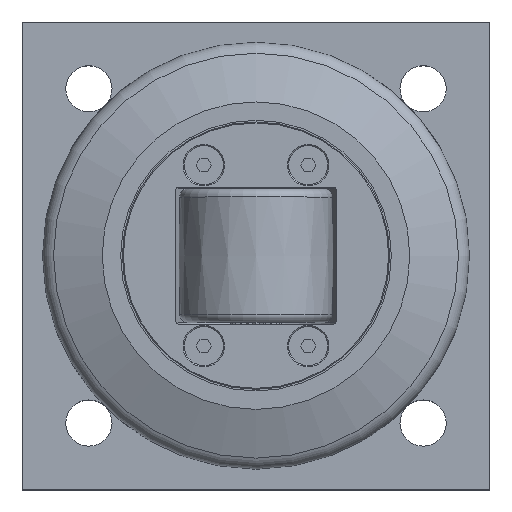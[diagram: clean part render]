
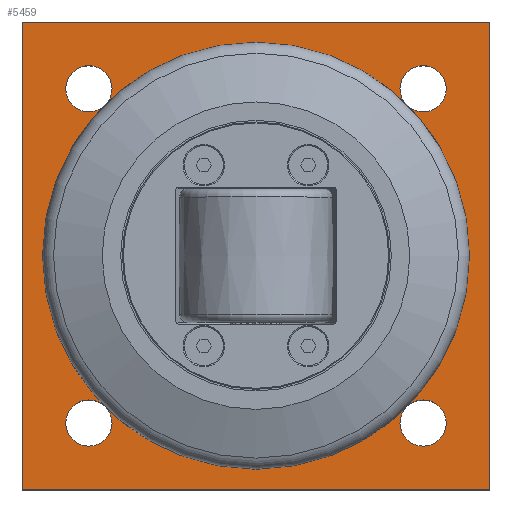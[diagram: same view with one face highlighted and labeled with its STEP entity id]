
A CAD part, top view. The second image highlights one B-rep face of the part: STEP entity #5459.
In plain terms, the highlighted planar face has unit normal (0, 0, 1).
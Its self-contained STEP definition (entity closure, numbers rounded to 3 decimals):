
#551=LINE('',#9145,#1041);
#555=LINE('',#9153,#1045);
#558=LINE('',#9159,#1048);
#561=LINE('',#9164,#1051);
#1041=VECTOR('',#7387,10.);
#1045=VECTOR('',#7393,10.);
#1048=VECTOR('',#7398,10.);
#1051=VECTOR('',#7403,10.);
#1152=FACE_BOUND('',#1904,.T.);
#1153=FACE_BOUND('',#1905,.T.);
#1154=FACE_BOUND('',#1906,.T.);
#1155=FACE_BOUND('',#1907,.T.);
#1156=FACE_BOUND('',#1908,.T.);
#1339=PLANE('',#5957);
#1597=FACE_OUTER_BOUND('',#1903,.T.);
#1903=EDGE_LOOP('',(#4829,#4830,#4831,#4832));
#1904=EDGE_LOOP('',(#4833));
#1905=EDGE_LOOP('',(#4834,#4835));
#1906=EDGE_LOOP('',(#4836,#4837));
#1907=EDGE_LOOP('',(#4838,#4839));
#1908=EDGE_LOOP('',(#4840,#4841));
#2099=CIRCLE('',#5916,39.5);
#2108=CIRCLE('',#5936,6.918);
#2109=CIRCLE('',#5937,6.918);
#2111=CIRCLE('',#5940,6.918);
#2112=CIRCLE('',#5941,6.918);
#2114=CIRCLE('',#5944,6.918);
#2115=CIRCLE('',#5945,6.918);
#2117=CIRCLE('',#5948,6.918);
#2118=CIRCLE('',#5949,6.918);
#2609=VERTEX_POINT('',#9077);
#2616=VERTEX_POINT('',#9111);
#2617=VERTEX_POINT('',#9112);
#2619=VERTEX_POINT('',#9119);
#2620=VERTEX_POINT('',#9120);
#2622=VERTEX_POINT('',#9127);
#2623=VERTEX_POINT('',#9128);
#2625=VERTEX_POINT('',#9135);
#2626=VERTEX_POINT('',#9136);
#2628=VERTEX_POINT('',#9143);
#2629=VERTEX_POINT('',#9144);
#2632=VERTEX_POINT('',#9152);
#2634=VERTEX_POINT('',#9158);
#3337=EDGE_CURVE('',#2609,#2609,#2099,.T.);
#3352=EDGE_CURVE('',#2616,#2617,#2108,.T.);
#3353=EDGE_CURVE('',#2617,#2616,#2109,.T.);
#3356=EDGE_CURVE('',#2619,#2620,#2111,.T.);
#3357=EDGE_CURVE('',#2620,#2619,#2112,.T.);
#3360=EDGE_CURVE('',#2622,#2623,#2114,.T.);
#3361=EDGE_CURVE('',#2623,#2622,#2115,.T.);
#3364=EDGE_CURVE('',#2625,#2626,#2117,.T.);
#3365=EDGE_CURVE('',#2626,#2625,#2118,.T.);
#3368=EDGE_CURVE('',#2628,#2629,#551,.T.);
#3372=EDGE_CURVE('',#2629,#2632,#555,.T.);
#3375=EDGE_CURVE('',#2632,#2634,#558,.T.);
#3378=EDGE_CURVE('',#2634,#2628,#561,.T.);
#4829=ORIENTED_EDGE('',*,*,#3368,.F.);
#4830=ORIENTED_EDGE('',*,*,#3378,.F.);
#4831=ORIENTED_EDGE('',*,*,#3375,.F.);
#4832=ORIENTED_EDGE('',*,*,#3372,.F.);
#4833=ORIENTED_EDGE('',*,*,#3337,.T.);
#4834=ORIENTED_EDGE('',*,*,#3352,.T.);
#4835=ORIENTED_EDGE('',*,*,#3353,.T.);
#4836=ORIENTED_EDGE('',*,*,#3356,.T.);
#4837=ORIENTED_EDGE('',*,*,#3357,.T.);
#4838=ORIENTED_EDGE('',*,*,#3360,.T.);
#4839=ORIENTED_EDGE('',*,*,#3361,.T.);
#4840=ORIENTED_EDGE('',*,*,#3364,.T.);
#4841=ORIENTED_EDGE('',*,*,#3365,.T.);
#5459=ADVANCED_FACE('',(#1597,#1152,#1153,#1154,#1155,#1156),#1339,.T.);
#5916=AXIS2_PLACEMENT_3D('',#9079,#7305,#7306);
#5936=AXIS2_PLACEMENT_3D('',#9113,#7351,#7352);
#5937=AXIS2_PLACEMENT_3D('',#9114,#7353,#7354);
#5940=AXIS2_PLACEMENT_3D('',#9121,#7360,#7361);
#5941=AXIS2_PLACEMENT_3D('',#9122,#7362,#7363);
#5944=AXIS2_PLACEMENT_3D('',#9129,#7369,#7370);
#5945=AXIS2_PLACEMENT_3D('',#9130,#7371,#7372);
#5948=AXIS2_PLACEMENT_3D('',#9137,#7378,#7379);
#5949=AXIS2_PLACEMENT_3D('',#9138,#7380,#7381);
#5957=AXIS2_PLACEMENT_3D('',#9169,#7409,#7410);
#7305=DIRECTION('center_axis',(0.,0.,-1.));
#7306=DIRECTION('ref_axis',(0.,-1.,0.));
#7351=DIRECTION('center_axis',(0.,0.,-1.));
#7352=DIRECTION('ref_axis',(1.,0.,0.));
#7353=DIRECTION('center_axis',(0.,0.,-1.));
#7354=DIRECTION('ref_axis',(1.,0.,0.));
#7360=DIRECTION('center_axis',(0.,0.,-1.));
#7361=DIRECTION('ref_axis',(1.,0.,0.));
#7362=DIRECTION('center_axis',(0.,0.,-1.));
#7363=DIRECTION('ref_axis',(1.,0.,0.));
#7369=DIRECTION('center_axis',(0.,0.,-1.));
#7370=DIRECTION('ref_axis',(1.,0.,0.));
#7371=DIRECTION('center_axis',(0.,0.,-1.));
#7372=DIRECTION('ref_axis',(1.,0.,0.));
#7378=DIRECTION('center_axis',(0.,0.,-1.));
#7379=DIRECTION('ref_axis',(1.,0.,0.));
#7380=DIRECTION('center_axis',(0.,0.,-1.));
#7381=DIRECTION('ref_axis',(1.,0.,0.));
#7387=DIRECTION('',(0.,1.,0.));
#7393=DIRECTION('',(1.,0.,0.));
#7398=DIRECTION('',(0.,-1.,0.));
#7403=DIRECTION('',(-1.,0.,0.));
#7409=DIRECTION('center_axis',(0.,0.,1.));
#7410=DIRECTION('ref_axis',(1.,0.,0.));
#9077=CARTESIAN_POINT('',(70.,109.5,20.));
#9079=CARTESIAN_POINT('Origin',(70.,70.,20.));
#9111=CARTESIAN_POINT('',(26.917,20.,20.));
#9112=CARTESIAN_POINT('',(13.082,20.,20.));
#9113=CARTESIAN_POINT('Origin',(20.,20.,20.));
#9114=CARTESIAN_POINT('Origin',(20.,20.,20.));
#9119=CARTESIAN_POINT('',(126.918,20.,20.));
#9120=CARTESIAN_POINT('',(113.083,20.,20.));
#9121=CARTESIAN_POINT('Origin',(120.,20.,20.));
#9122=CARTESIAN_POINT('Origin',(120.,20.,20.));
#9127=CARTESIAN_POINT('',(126.918,120.,20.));
#9128=CARTESIAN_POINT('',(113.083,120.,20.));
#9129=CARTESIAN_POINT('Origin',(120.,120.,20.));
#9130=CARTESIAN_POINT('Origin',(120.,120.,20.));
#9135=CARTESIAN_POINT('',(26.917,120.,20.));
#9136=CARTESIAN_POINT('',(13.082,120.,20.));
#9137=CARTESIAN_POINT('Origin',(20.,120.,20.));
#9138=CARTESIAN_POINT('Origin',(20.,120.,20.));
#9143=CARTESIAN_POINT('',(0.,0.,20.));
#9144=CARTESIAN_POINT('',(0.,140.,20.));
#9145=CARTESIAN_POINT('',(0.,140.,20.));
#9152=CARTESIAN_POINT('',(140.,140.,20.));
#9153=CARTESIAN_POINT('',(140.,140.,20.));
#9158=CARTESIAN_POINT('',(140.,0.,20.));
#9159=CARTESIAN_POINT('',(140.,0.,20.));
#9164=CARTESIAN_POINT('',(0.,0.,20.));
#9169=CARTESIAN_POINT('Origin',(70.,70.,20.));
